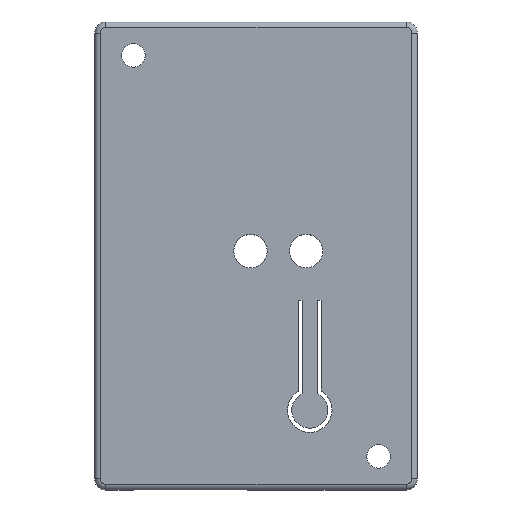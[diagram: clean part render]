
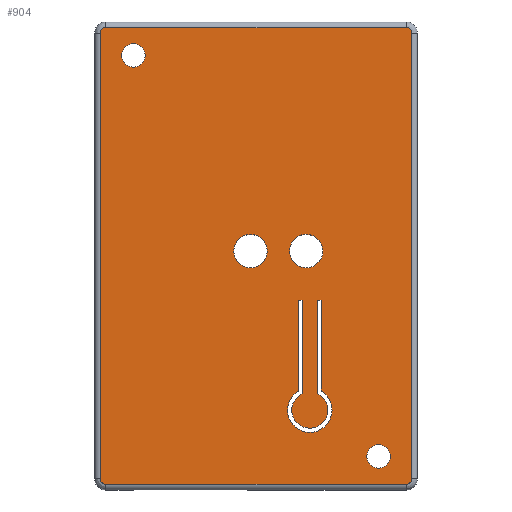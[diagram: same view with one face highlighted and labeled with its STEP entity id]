
A CAD part, top view. The second image highlights one B-rep face of the part: STEP entity #904.
In plain terms, the highlighted planar face has unit normal (0, 0, 1).
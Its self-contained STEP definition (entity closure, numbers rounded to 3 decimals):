
#15=FACE_BOUND('',#128,.T.);
#16=FACE_BOUND('',#129,.T.);
#17=FACE_BOUND('',#130,.T.);
#18=FACE_BOUND('',#131,.T.);
#19=FACE_BOUND('',#132,.T.);
#36=PLANE('',#993);
#78=FACE_OUTER_BOUND('',#127,.T.);
#127=EDGE_LOOP('',(#691,#692,#693,#694,#695,#696,#697,#698));
#128=EDGE_LOOP('',(#699));
#129=EDGE_LOOP('',(#700));
#130=EDGE_LOOP('',(#701));
#131=EDGE_LOOP('',(#702));
#132=EDGE_LOOP('',(#703,#704,#705,#706,#707,#708,#709,#710));
#186=LINE('',#1372,#275);
#188=LINE('',#1392,#277);
#189=LINE('',#1411,#278);
#191=LINE('',#1431,#280);
#201=LINE('',#1473,#290);
#202=LINE('',#1475,#291);
#203=LINE('',#1477,#292);
#204=LINE('',#1481,#293);
#205=LINE('',#1483,#294);
#206=LINE('',#1484,#295);
#275=VECTOR('',#1105,10.);
#277=VECTOR('',#1117,10.);
#278=VECTOR('',#1128,10.);
#280=VECTOR('',#1140,10.);
#290=VECTOR('',#1174,10.);
#291=VECTOR('',#1175,10.);
#292=VECTOR('',#1176,10.);
#293=VECTOR('',#1179,10.);
#294=VECTOR('',#1180,10.);
#295=VECTOR('',#1181,10.);
#344=CIRCLE('',#947,1.05);
#346=CIRCLE('',#950,1.05);
#358=CIRCLE('',#971,0.5);
#362=CIRCLE('',#976,0.5);
#366=CIRCLE('',#981,0.5);
#369=CIRCLE('',#985,0.5);
#373=CIRCLE('',#994,1.5);
#374=CIRCLE('',#995,1.5);
#375=CIRCLE('',#996,1.625);
#376=CIRCLE('',#997,2.);
#386=VERTEX_POINT('',#1301);
#388=VERTEX_POINT('',#1307);
#409=VERTEX_POINT('',#1365);
#412=VERTEX_POINT('',#1370);
#414=VERTEX_POINT('',#1383);
#416=VERTEX_POINT('',#1390);
#418=VERTEX_POINT('',#1403);
#420=VERTEX_POINT('',#1409);
#422=VERTEX_POINT('',#1423);
#424=VERTEX_POINT('',#1429);
#431=VERTEX_POINT('',#1465);
#432=VERTEX_POINT('',#1467);
#433=VERTEX_POINT('',#1469);
#434=VERTEX_POINT('',#1470);
#435=VERTEX_POINT('',#1472);
#436=VERTEX_POINT('',#1474);
#437=VERTEX_POINT('',#1476);
#438=VERTEX_POINT('',#1478);
#439=VERTEX_POINT('',#1480);
#440=VERTEX_POINT('',#1482);
#472=EDGE_CURVE('',#386,#386,#344,.T.);
#475=EDGE_CURVE('',#388,#388,#346,.T.);
#505=EDGE_CURVE('',#412,#409,#186,.T.);
#507=EDGE_CURVE('',#414,#412,#358,.T.);
#511=EDGE_CURVE('',#416,#414,#188,.T.);
#513=EDGE_CURVE('',#418,#416,#362,.T.);
#516=EDGE_CURVE('',#420,#418,#189,.T.);
#519=EDGE_CURVE('',#422,#420,#366,.T.);
#522=EDGE_CURVE('',#424,#422,#191,.T.);
#524=EDGE_CURVE('',#409,#424,#369,.T.);
#536=EDGE_CURVE('',#431,#431,#373,.T.);
#537=EDGE_CURVE('',#432,#432,#374,.T.);
#538=EDGE_CURVE('',#433,#434,#375,.T.);
#539=EDGE_CURVE('',#434,#435,#201,.T.);
#540=EDGE_CURVE('',#435,#436,#202,.T.);
#541=EDGE_CURVE('',#436,#437,#203,.T.);
#542=EDGE_CURVE('',#437,#438,#376,.T.);
#543=EDGE_CURVE('',#438,#439,#204,.T.);
#544=EDGE_CURVE('',#439,#440,#205,.T.);
#545=EDGE_CURVE('',#440,#433,#206,.T.);
#691=ORIENTED_EDGE('',*,*,#505,.F.);
#692=ORIENTED_EDGE('',*,*,#507,.F.);
#693=ORIENTED_EDGE('',*,*,#511,.F.);
#694=ORIENTED_EDGE('',*,*,#513,.F.);
#695=ORIENTED_EDGE('',*,*,#516,.F.);
#696=ORIENTED_EDGE('',*,*,#519,.F.);
#697=ORIENTED_EDGE('',*,*,#522,.F.);
#698=ORIENTED_EDGE('',*,*,#524,.F.);
#699=ORIENTED_EDGE('',*,*,#472,.T.);
#700=ORIENTED_EDGE('',*,*,#475,.T.);
#701=ORIENTED_EDGE('',*,*,#536,.T.);
#702=ORIENTED_EDGE('',*,*,#537,.T.);
#703=ORIENTED_EDGE('',*,*,#538,.T.);
#704=ORIENTED_EDGE('',*,*,#539,.T.);
#705=ORIENTED_EDGE('',*,*,#540,.T.);
#706=ORIENTED_EDGE('',*,*,#541,.T.);
#707=ORIENTED_EDGE('',*,*,#542,.T.);
#708=ORIENTED_EDGE('',*,*,#543,.T.);
#709=ORIENTED_EDGE('',*,*,#544,.T.);
#710=ORIENTED_EDGE('',*,*,#545,.T.);
#904=ADVANCED_FACE('',(#78,#15,#16,#17,#18,#19),#36,.T.);
#947=AXIS2_PLACEMENT_3D('',#1303,#1039,#1040);
#950=AXIS2_PLACEMENT_3D('',#1309,#1046,#1047);
#971=AXIS2_PLACEMENT_3D('',#1385,#1108,#1109);
#976=AXIS2_PLACEMENT_3D('',#1405,#1120,#1121);
#981=AXIS2_PLACEMENT_3D('',#1425,#1132,#1133);
#985=AXIS2_PLACEMENT_3D('',#1442,#1142,#1143);
#993=AXIS2_PLACEMENT_3D('',#1464,#1166,#1167);
#994=AXIS2_PLACEMENT_3D('',#1466,#1168,#1169);
#995=AXIS2_PLACEMENT_3D('',#1468,#1170,#1171);
#996=AXIS2_PLACEMENT_3D('',#1471,#1172,#1173);
#997=AXIS2_PLACEMENT_3D('',#1479,#1177,#1178);
#1039=DIRECTION('center_axis',(0.,0.,-1.));
#1040=DIRECTION('ref_axis',(1.,0.,0.));
#1046=DIRECTION('center_axis',(0.,0.,-1.));
#1047=DIRECTION('ref_axis',(1.,0.,0.));
#1105=DIRECTION('',(0.,-1.,0.));
#1108=DIRECTION('center_axis',(0.,0.,-1.));
#1109=DIRECTION('ref_axis',(0.707,0.707,0.));
#1117=DIRECTION('',(1.,0.,0.));
#1120=DIRECTION('center_axis',(0.,0.,-1.));
#1121=DIRECTION('ref_axis',(-0.707,0.707,0.));
#1128=DIRECTION('',(0.,1.,0.));
#1132=DIRECTION('center_axis',(0.,0.,-1.));
#1133=DIRECTION('ref_axis',(-0.707,-0.707,0.));
#1140=DIRECTION('',(-1.,0.,0.));
#1142=DIRECTION('center_axis',(0.,0.,-1.));
#1143=DIRECTION('ref_axis',(0.707,-0.707,0.));
#1166=DIRECTION('center_axis',(0.,0.,1.));
#1167=DIRECTION('ref_axis',(-1.,0.,0.));
#1168=DIRECTION('center_axis',(0.,0.,-1.));
#1169=DIRECTION('ref_axis',(1.,0.,0.));
#1170=DIRECTION('center_axis',(0.,0.,-1.));
#1171=DIRECTION('ref_axis',(1.,0.,0.));
#1172=DIRECTION('center_axis',(0.,0.,1.));
#1173=DIRECTION('ref_axis',(1.,0.,0.));
#1174=DIRECTION('',(0.,1.,0.));
#1175=DIRECTION('',(1.,0.,0.));
#1176=DIRECTION('',(0.,-1.,0.));
#1177=DIRECTION('center_axis',(0.,0.,-1.));
#1178=DIRECTION('ref_axis',(1.,0.,0.));
#1179=DIRECTION('',(0.,1.,0.));
#1180=DIRECTION('',(1.,0.,0.));
#1181=DIRECTION('',(0.,-1.,0.));
#1301=CARTESIAN_POINT('',(52.95,-62.,8.4));
#1303=CARTESIAN_POINT('Origin',(54.,-62.,8.4));
#1307=CARTESIAN_POINT('',(30.95,-26.,8.4));
#1309=CARTESIAN_POINT('Origin',(32.,-26.,8.4));
#1365=CARTESIAN_POINT('',(57.,-64.,8.4));
#1370=CARTESIAN_POINT('',(57.,-24.,8.4));
#1372=CARTESIAN_POINT('',(57.,-54.,8.4));
#1383=CARTESIAN_POINT('',(56.5,-23.5,8.4));
#1385=CARTESIAN_POINT('Origin',(56.5,-24.,8.4));
#1390=CARTESIAN_POINT('',(29.5,-23.5,8.4));
#1392=CARTESIAN_POINT('',(49.75,-23.5,8.4));
#1403=CARTESIAN_POINT('',(29.,-24.,8.4));
#1405=CARTESIAN_POINT('Origin',(29.5,-24.,8.4));
#1409=CARTESIAN_POINT('',(29.,-64.,8.4));
#1411=CARTESIAN_POINT('',(29.,-34.,8.4));
#1423=CARTESIAN_POINT('',(29.5,-64.5,8.4));
#1425=CARTESIAN_POINT('Origin',(29.5,-64.,8.4));
#1429=CARTESIAN_POINT('',(56.5,-64.5,8.4));
#1431=CARTESIAN_POINT('',(36.25,-64.5,8.4));
#1442=CARTESIAN_POINT('Origin',(56.5,-64.,8.4));
#1464=CARTESIAN_POINT('Origin',(43.,-44.,8.4));
#1465=CARTESIAN_POINT('',(41.008,-43.565,8.4));
#1466=CARTESIAN_POINT('Origin',(42.508,-43.565,8.4));
#1467=CARTESIAN_POINT('',(46.008,-43.565,8.4));
#1468=CARTESIAN_POINT('Origin',(47.508,-43.565,8.4));
#1469=CARTESIAN_POINT('',(47.151,-56.366,8.4));
#1470=CARTESIAN_POINT('',(48.505,-56.366,8.4));
#1471=CARTESIAN_POINT('Origin',(47.828,-57.843,8.4));
#1472=CARTESIAN_POINT('',(48.505,-47.977,8.4));
#1473=CARTESIAN_POINT('',(48.505,-45.988,8.4));
#1474=CARTESIAN_POINT('',(48.857,-47.977,8.4));
#1475=CARTESIAN_POINT('',(45.929,-47.977,8.4));
#1476=CARTESIAN_POINT('',(48.857,-56.128,8.4));
#1477=CARTESIAN_POINT('',(48.857,-50.064,8.4));
#1478=CARTESIAN_POINT('',(46.798,-56.128,8.4));
#1479=CARTESIAN_POINT('Origin',(47.828,-57.843,8.4));
#1480=CARTESIAN_POINT('',(46.798,-47.977,8.4));
#1481=CARTESIAN_POINT('',(46.798,-45.988,8.4));
#1482=CARTESIAN_POINT('',(47.151,-47.977,8.4));
#1483=CARTESIAN_POINT('',(45.075,-47.977,8.4));
#1484=CARTESIAN_POINT('',(47.151,-50.183,8.4));
